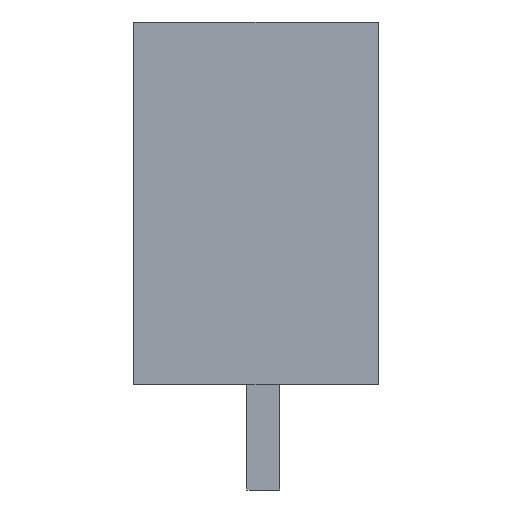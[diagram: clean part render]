
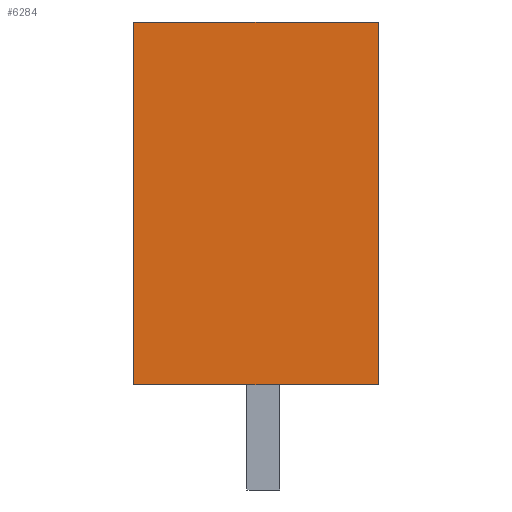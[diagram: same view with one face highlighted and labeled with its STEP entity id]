
A CAD part, left-side view. The second image highlights one B-rep face of the part: STEP entity #6284.
In plain terms, the highlighted planar face has unit normal (-1, 0, 0).
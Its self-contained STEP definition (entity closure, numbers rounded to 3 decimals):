
#6264=AXIS2_PLACEMENT_3D('Plane Axis2P3D',#6261,#6262,#6263) ;
#276=CARTESIAN_POINT('Vertex',(0.,7.45,3.2)) ;
#279=CARTESIAN_POINT('Line Origine',(0.,7.45,8.725)) ;
#283=CARTESIAN_POINT('Vertex',(0.,7.45,14.25)) ;
#6245=CARTESIAN_POINT('Vertex',(0.,0.,3.2)) ;
#6248=CARTESIAN_POINT('Line Origine',(0.,3.725,3.2)) ;
#6261=CARTESIAN_POINT('Axis2P3D Location',(0.,7.45,1.8)) ;
#6266=CARTESIAN_POINT('Line Origine',(0.,0.,8.725)) ;
#6270=CARTESIAN_POINT('Vertex',(0.,0.,14.25)) ;
#6273=CARTESIAN_POINT('Line Origine',(0.,3.725,14.25)) ;
#280=DIRECTION('Vector Direction',(0.,0.,1.)) ;
#6249=DIRECTION('Vector Direction',(0.,1.,0.)) ;
#6262=DIRECTION('Axis2P3D Direction',(1.,0.,0.)) ;
#6263=DIRECTION('Axis2P3D XDirection',(0.,0.,-1.)) ;
#6267=DIRECTION('Vector Direction',(0.,0.,-1.)) ;
#6274=DIRECTION('Vector Direction',(0.,-1.,0.)) ;
#281=VECTOR('Line Direction',#280,1.) ;
#6250=VECTOR('Line Direction',#6249,1.) ;
#6268=VECTOR('Line Direction',#6267,1.) ;
#6275=VECTOR('Line Direction',#6274,1.) ;
#6279=ORIENTED_EDGE('',*,*,#6252,.F.) ;
#6280=ORIENTED_EDGE('',*,*,#6272,.F.) ;
#6281=ORIENTED_EDGE('',*,*,#6277,.F.) ;
#6282=ORIENTED_EDGE('',*,*,#285,.F.) ;
#6284=ADVANCED_FACE('HOUSING',(#6283),#6265,.F.) ;
#285=EDGE_CURVE('',#277,#284,#282,.T.) ;
#6252=EDGE_CURVE('',#6246,#277,#6251,.T.) ;
#6272=EDGE_CURVE('',#6271,#6246,#6269,.T.) ;
#6277=EDGE_CURVE('',#284,#6271,#6276,.T.) ;
#6278=EDGE_LOOP('',(#6279,#6280,#6281,#6282)) ;
#6283=FACE_OUTER_BOUND('',#6278,.T.) ;
#282=LINE('Line',#279,#281) ;
#6251=LINE('Line',#6248,#6250) ;
#6269=LINE('Line',#6266,#6268) ;
#6276=LINE('Line',#6273,#6275) ;
#6265=PLANE('',#6264) ;
#277=VERTEX_POINT('',#276) ;
#284=VERTEX_POINT('',#283) ;
#6246=VERTEX_POINT('',#6245) ;
#6271=VERTEX_POINT('',#6270) ;
